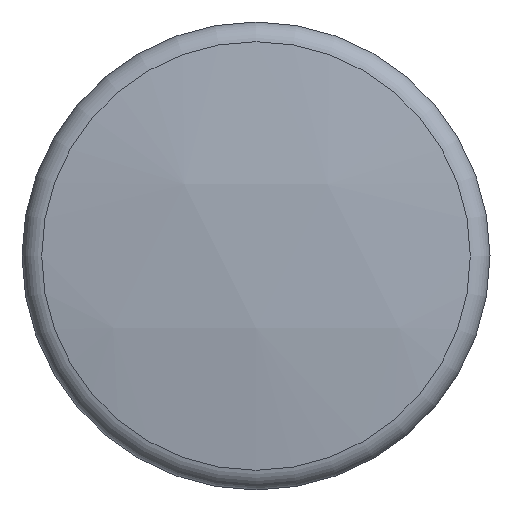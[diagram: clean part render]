
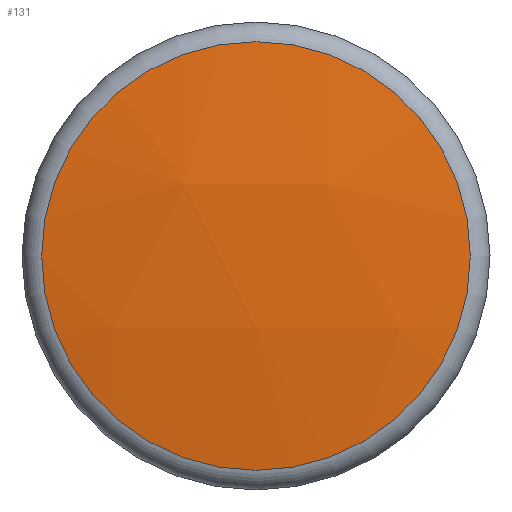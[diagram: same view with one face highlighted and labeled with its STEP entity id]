
A CAD part, left-side view. The second image highlights one B-rep face of the part: STEP entity #131.
In plain terms, the highlighted spherical face has radius 14.5 mm.
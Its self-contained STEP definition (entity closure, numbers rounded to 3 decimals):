
#17=SPHERICAL_SURFACE('',#161,14.5);
#37=FACE_OUTER_BOUND('',#55,.T.);
#55=EDGE_LOOP('',(#105));
#67=CIRCLE('',#157,2.289);
#77=VERTEX_POINT('',#231);
#87=EDGE_CURVE('',#77,#77,#67,.T.);
#105=ORIENTED_EDGE('',*,*,#87,.F.);
#131=ADVANCED_FACE('',(#37),#17,.T.);
#157=AXIS2_PLACEMENT_3D('',#232,#192,#193);
#161=AXIS2_PLACEMENT_3D('',#238,#200,#201);
#192=DIRECTION('center_axis',(1.,0.,0.));
#193=DIRECTION('ref_axis',(0.,-1.,0.));
#200=DIRECTION('center_axis',(0.,0.,1.));
#201=DIRECTION('ref_axis',(1.,0.,0.));
#231=CARTESIAN_POINT('',(-9.818,2.289,0.));
#232=CARTESIAN_POINT('Origin',(-9.818,0.,0.));
#238=CARTESIAN_POINT('Origin',(4.5,0.,0.));
